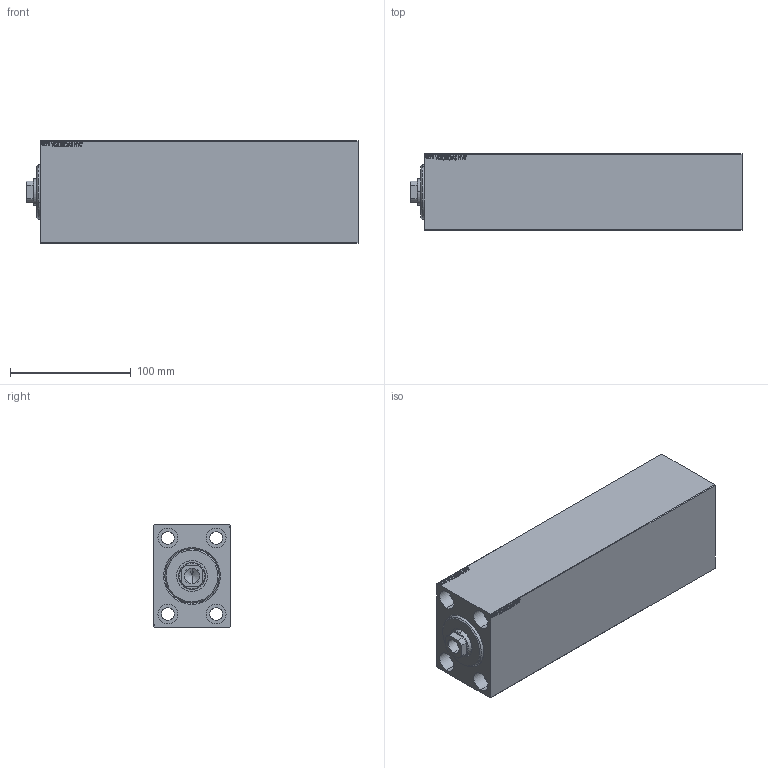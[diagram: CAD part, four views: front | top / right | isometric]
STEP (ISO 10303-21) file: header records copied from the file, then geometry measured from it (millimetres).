
FILE_DESCRIPTION (( 'STEP AP203' ), '1' );
FILE_NAME ('ccc7.STEP', '2024-02-12T09:40:30', ( '' ), ( '' ), 'SwSTEP 2.0', 'SolidWorks 2019', '' );
FILE_SCHEMA (( 'CONFIG_CONTROL_DESIGN' ));
Length unit declared in the file: millimetre
Products named in the file (4): V450CM_VC_B a04cbf56bd25fc9cc6c610ba195d6026; V450CM_C_VCP a04cbf56bd25fc9cc6c610ba195d6026; ccc7; V450CM_C_Body a04cbf56bd25fc9cc6c610ba195d6026
Assembly tree (3 placements, depth 2):
  ccc7
    V450CM_C_Body a04cbf56bd25fc9cc6c610ba195d6026
    V450CM_C_VCP a04cbf56bd25fc9cc6c610ba195d6026
    V450CM_VC_B a04cbf56bd25fc9cc6c610ba195d6026
Bounding box: 275 x 63 x 85 mm (x, y, z)
Volume: 1127796.5 mm3; surface area: 191537.7 mm2
Topology: 3 solids, 3 shells, 858 faces, 2196 edges, 1457 vertices
Faces by surface type: plane 408, bspline 380, cylinder 56, cone 14
Entity records: 43768 total; most frequent: CARTESIAN_POINT 25015, ORIENTED_EDGE 4388, DIRECTION 2522, EDGE_CURVE 2194, VERTEX_POINT 1457, VECTOR 1298, LINE 1298, EDGE_LOOP 983
